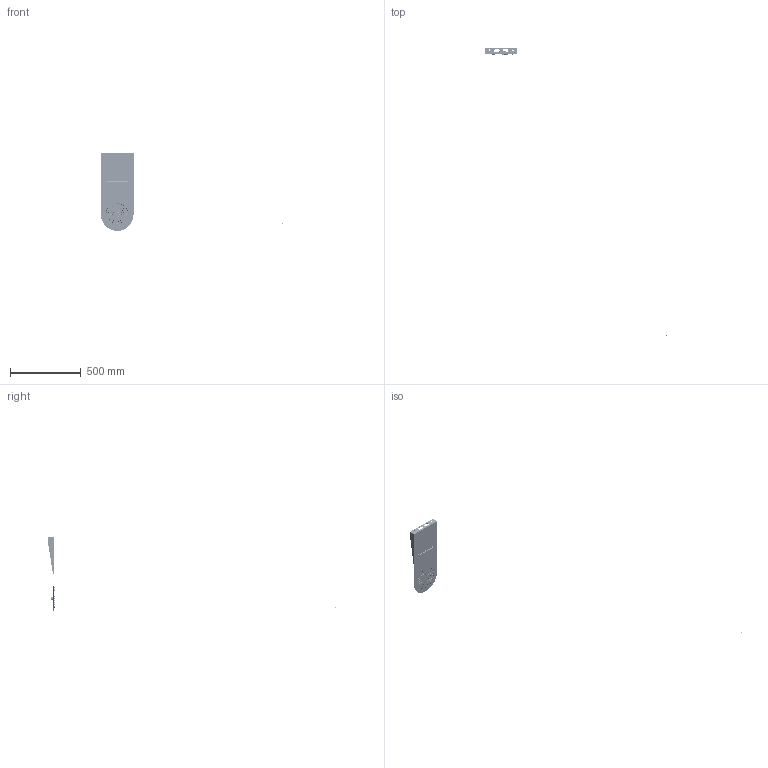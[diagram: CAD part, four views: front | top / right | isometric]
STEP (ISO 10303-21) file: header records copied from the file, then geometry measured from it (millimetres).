
FILE_DESCRIPTION (( 'STEP AP203' ), '1' );
FILE_NAME ('99ZP09191.STEP', '2023-11-17T08:33:24', ( '' ), ( '' ), 'SwSTEP 2.0', 'SolidWorks 2021', '' );
FILE_SCHEMA (( 'CONFIG_CONTROL_DESIGN' ));
Products named in the file (1): 99ZP09191
Bounding box: 1286.38 x 2034.67 x 550 mm (x, y, z)
Volume: 460794.4 mm3; surface area: 402409.2 mm2
Topology: 94 solids, 94 shells, 5446 faces, 11546 edges, 6765 vertices
Faces by surface type: cylinder 1725, torus 1678, bspline 1120, plane 733, cone 190
Entity records: 181558 total; most frequent: CARTESIAN_POINT 65503, DIRECTION 26631, ORIENTED_EDGE 23092, AXIS2_PLACEMENT_3D 12259, EDGE_CURVE 11546, CIRCLE 7932, VERTEX_POINT 6765, EDGE_LOOP 6309
